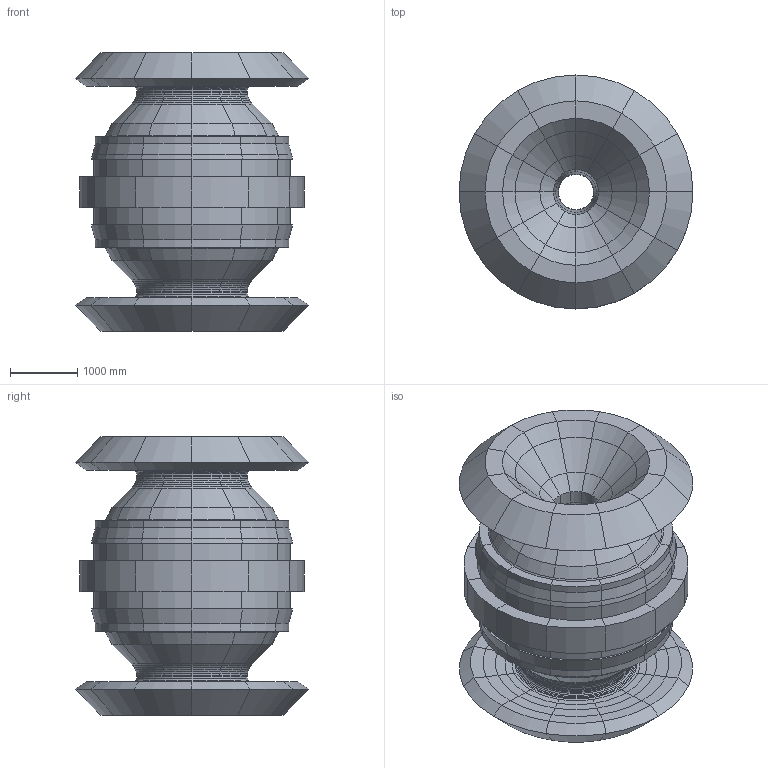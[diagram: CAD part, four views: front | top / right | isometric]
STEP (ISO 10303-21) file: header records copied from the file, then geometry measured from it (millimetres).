
FILE_DESCRIPTION((''),'2;1');
FILE_NAME('','2024-09-12T15:29:37',(''),(''),'','CADfix','');
FILE_SCHEMA(('AP242_MANAGED_MODEL_BASED_3D_ENGINEERING_MIM_LF { 1 0 10303 442 3 1 4 }'));
Length unit declared in the file: metre
Bounding box: 3465.97 x 3465.97 x 4126.55 mm (x, y, z)
Volume: 21119456890 mm3; surface area: 78324669 mm2
Topology: 1 solids, 1 shells, 948 faces, 1896 edges, 948 vertices
Faces by surface type: bspline 948
Entity records: 24666 total; most frequent: CARTESIAN_POINT 8532, ORIENTED_EDGE 3792, DIRECTION 2844, EDGE_CURVE 1896, VERTEX_POINT 948, VECTOR 948, LINE 948, AXIS2_PLACEMENT_3D 948
